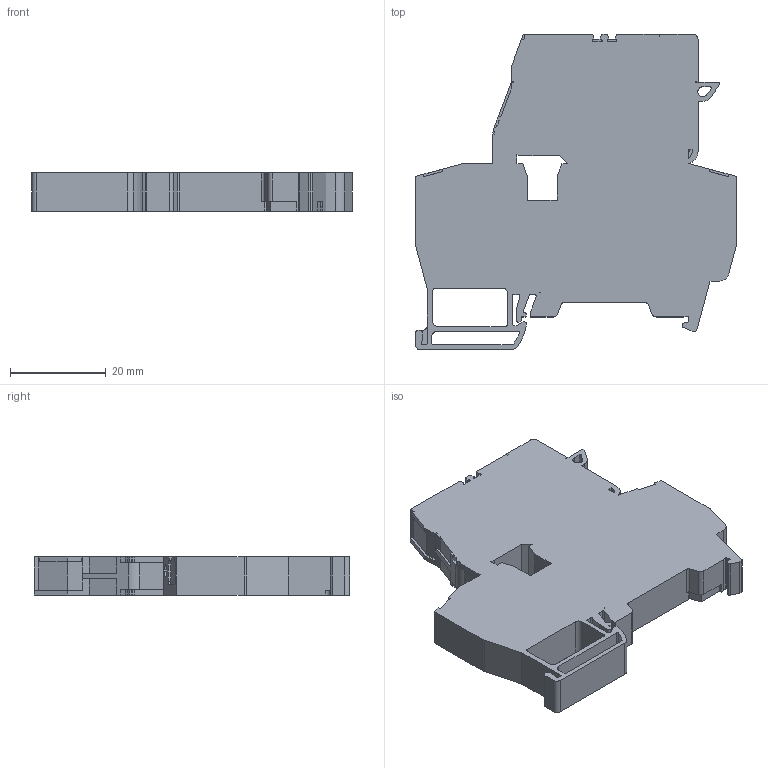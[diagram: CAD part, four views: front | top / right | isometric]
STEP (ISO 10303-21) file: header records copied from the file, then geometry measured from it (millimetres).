
FILE_DESCRIPTION (( 'STEP AP214' ), '1' );
FILE_NAME ('355129_YBK I_Grey.STP', '2013-11-13T15:11:21', ( 'arge' ), ( 'Microsoft' ), 'SwSTEP 2.0', 'SolidWorks 2013', '' );
FILE_SCHEMA (( 'AUTOMOTIVE_DESIGN' ));
Length unit declared in the file: millimetre
Products named in the file (1): 355129_YBK I_Grey
Bounding box: 67 x 65.81 x 8 mm (x, y, z)
Volume: 23551.7 mm3; surface area: 9615.5 mm2
Topology: 1 solids, 1 shells, 271 faces, 782 edges, 520 vertices
Faces by surface type: plane 183, cylinder 87, bspline 1
Entity records: 11576 total; most frequent: CARTESIAN_POINT 1602, ORIENTED_EDGE 1564, DIRECTION 1496, EDGE_CURVE 782, VECTOR 604, LINE 604, VERTEX_POINT 520, AXIS2_PLACEMENT_3D 446
